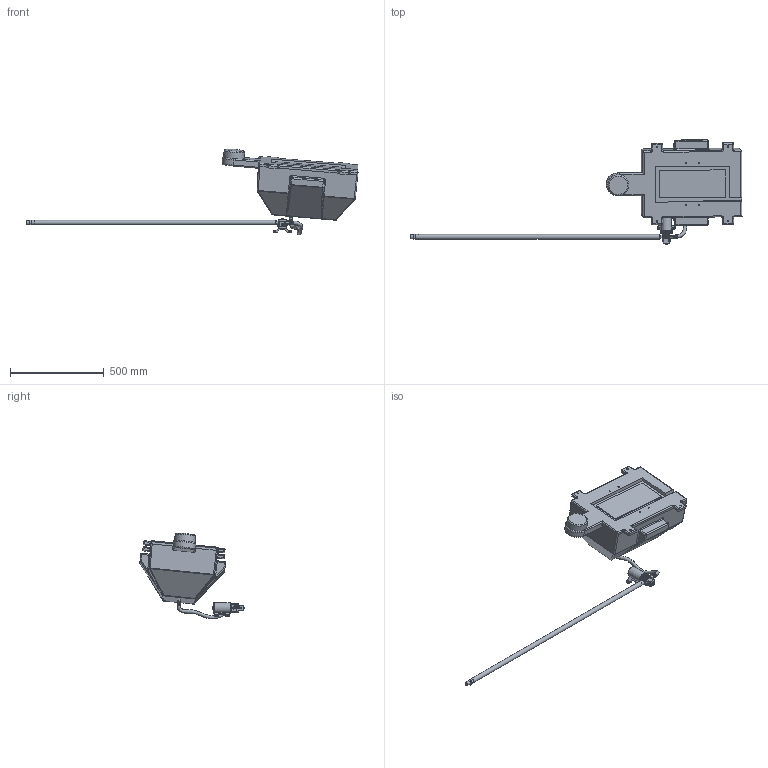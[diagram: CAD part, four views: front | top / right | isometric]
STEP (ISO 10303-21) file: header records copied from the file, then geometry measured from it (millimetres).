
FILE_DESCRIPTION(/* description */ (''),/* implementation_level */ '2;1');
FILE_NAME(/* name */ 'cad model.step',/* time_stamp */ '2023-04-17T13:26:15+05:30',/* author */ (''),/* organization */ (''),/* preprocessor_version */ 'ST-DEVELOPER v19.2',/* originating_system */ 'Autodesk Translation Framework v12.4.0.73',/* authorisation */ '');
FILE_SCHEMA (('AUTOMOTIVE_DESIGN { 1 0 10303 214 3 1 1 }'));
Length unit declared in the file: millimetre
Products named in the file (6): cad model; 12 V 60W Waterpump; pipe; hose fitting; nozzle; tank imp
Assembly tree (5 placements, depth 2):
  cad model
    12 V 60W Waterpump
    pipe
    hose fitting
    nozzle
    tank imp
Bounding box: 1770.69 x 556.52 x 457.84 mm (x, y, z)
Volume: 45496456.4 mm3; surface area: 1173683.8 mm2
Topology: 10 solids, 10 shells, 1092 faces, 2462 edges, 1397 vertices
Faces by surface type: cylinder 384, plane 259, torus 169, sphere 142, bspline 104, cone 34
Full cylindrical faces by diameter (mm): 5 x4, 6 x10, 6.007 x2, 6.5 x2, 6.781 x2, 6.985 x1, 7.5 x1, 8 x7, 9.36 x1, 9.525 x1, 9.665 x3, 10 x3, 10.16 x1, 14 x6, 15 x3, 18 x1, 19.791 x1, 20 x2, 21 x1, 25 x1, 56 x1, 110 x1
Entity records: 34149 total; most frequent: CARTESIAN_POINT 9589, DIRECTION 5525, ORIENTED_EDGE 4864, EDGE_CURVE 2432, AXIS2_PLACEMENT_3D 2317, VERTEX_POINT 1397, CIRCLE 1248, EDGE_LOOP 1155
